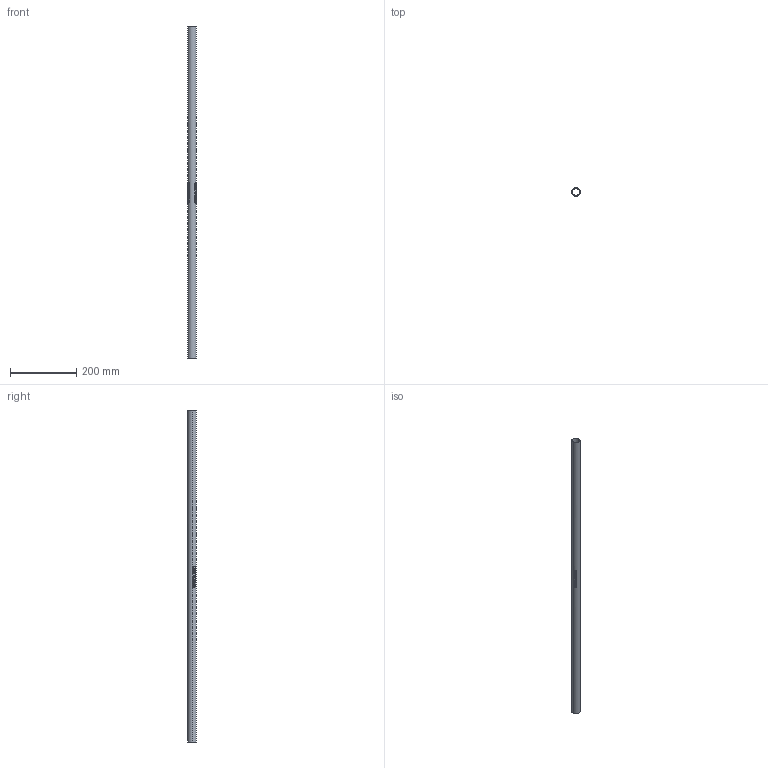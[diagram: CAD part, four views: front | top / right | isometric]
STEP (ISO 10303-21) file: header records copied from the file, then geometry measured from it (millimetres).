
FILE_DESCRIPTION (( 'STEP AP214' ), '1' );
FILE_NAME ('97584003.step', '2016-03-14T14:23:30', ( '' ), ( '' ), 'SwSTEP 2.0', 'SolidWorks 2015', '' );
FILE_SCHEMA (( 'AUTOMOTIVE_DESIGN' ));
Length unit declared in the file: inch
Products named in the file (1): 97584003
Bounding box: 25.17 x 25.1 x 1000 mm (x, y, z)
Volume: 110821.8 mm3; surface area: 148030.7 mm2
Topology: 1 solids, 1 shells, 752 faces, 2034 edges, 1356 vertices
Faces by surface type: plane 521, cylinder 231
Entity records: 35704 total; most frequent: CARTESIAN_POINT 7875, ORIENTED_EDGE 4068, DIRECTION 3376, EDGE_CURVE 2034, VERTEX_POINT 1356, AXIS2_PLACEMENT_3D 1145, LINE 1086, VECTOR 1086
